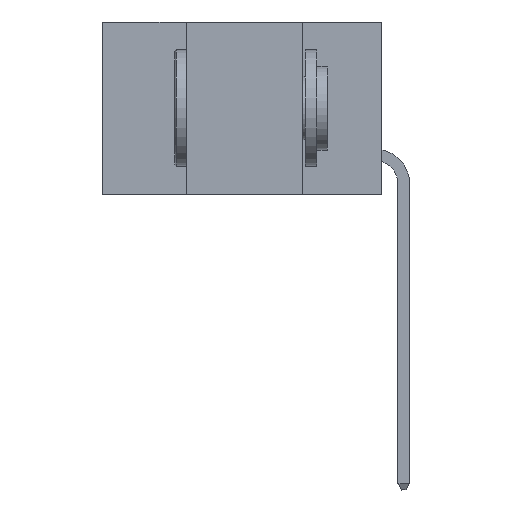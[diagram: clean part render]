
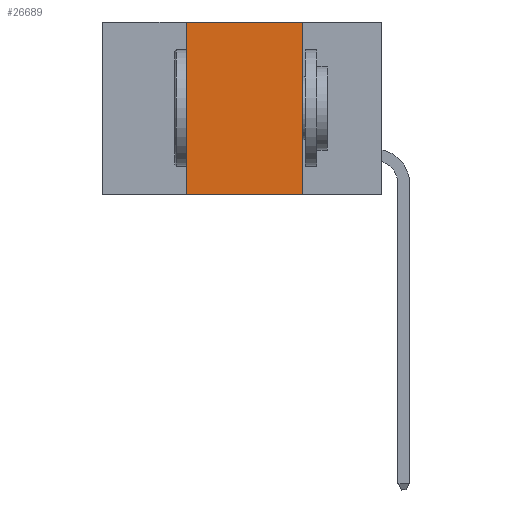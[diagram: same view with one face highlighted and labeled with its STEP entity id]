
A CAD part, left-side view. The second image highlights one B-rep face of the part: STEP entity #26689.
In plain terms, the highlighted planar face has unit normal (-1, 0, 0).
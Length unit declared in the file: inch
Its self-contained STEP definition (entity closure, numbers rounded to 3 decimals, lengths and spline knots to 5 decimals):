
#4274 = CARTESIAN_POINT ( 'NONE',  ( 0., 0.17, 0. ) ) ;
#4459 = LINE ( 'NONE', #37513, #35668 ) ;
#5217 = ORIENTED_EDGE ( 'NONE', *, *, #21913, .F. ) ;
#5702 = DIRECTION ( 'NONE',  ( 0., -1., 0. ) ) ;
#6900 = CARTESIAN_POINT ( 'NONE',  ( 0., 0.17, -0.37 ) ) ;
#6995 = FACE_OUTER_BOUND ( 'NONE', #18590, .T. ) ;
#7901 = LINE ( 'NONE', #30677, #8337 ) ;
#8135 = EDGE_CURVE ( 'NONE', #11495, #30589, #35078, .T. ) ;
#8337 = VECTOR ( 'NONE', #36711, 39.37008 ) ;
#8957 = CARTESIAN_POINT ( 'NONE',  ( 0., 0.42, -0.37 ) ) ;
#9688 = DIRECTION ( 'NONE',  ( 1., 0., 0. ) ) ;
#9951 = DIRECTION ( 'NONE',  ( 0., 0., -1. ) ) ;
#11040 = DIRECTION ( 'NONE',  ( 0., 0., -1. ) ) ;
#11477 = VERTEX_POINT ( 'NONE', #30574 ) ;
#11495 = VERTEX_POINT ( 'NONE', #4274 ) ;
#13070 = AXIS2_PLACEMENT_3D ( 'NONE', #27511, #9688, #9951 ) ;
#13579 = ORIENTED_EDGE ( 'NONE', *, *, #23536, .T. ) ;
#14119 = DIRECTION ( 'NONE',  ( 0., 0., 1. ) ) ;
#18590 = EDGE_LOOP ( 'NONE', ( #37683, #37220, #5217, #13579 ) ) ;
#21913 = EDGE_CURVE ( 'NONE', #26408, #11477, #4459, .T. ) ;
#22818 = VECTOR ( 'NONE', #5702, 39.37008 ) ;
#23536 = EDGE_CURVE ( 'NONE', #26408, #30589, #31130, .T. ) ;
#26408 = VERTEX_POINT ( 'NONE', #8957 ) ;
#26689 = ADVANCED_FACE ( 'NONE', ( #6995 ), #27269, .F. ) ;
#27269 = PLANE ( 'NONE',  #13070 ) ;
#27511 = CARTESIAN_POINT ( 'NONE',  ( 0., 0.6, 0. ) ) ;
#28625 = CARTESIAN_POINT ( 'NONE',  ( 0., 0.17, 0. ) ) ;
#30574 = CARTESIAN_POINT ( 'NONE',  ( 0., 0.42, 0. ) ) ;
#30589 = VERTEX_POINT ( 'NONE', #6900 ) ;
#30677 = CARTESIAN_POINT ( 'NONE',  ( 0., 0.6, 0. ) ) ;
#31130 = LINE ( 'NONE', #34933, #22818 ) ;
#31277 = EDGE_CURVE ( 'NONE', #11477, #11495, #7901, .T. ) ;
#33239 = VECTOR ( 'NONE', #11040, 39.37008 ) ;
#34933 = CARTESIAN_POINT ( 'NONE',  ( 0., 0.6, -0.37 ) ) ;
#35078 = LINE ( 'NONE', #28625, #33239 ) ;
#35668 = VECTOR ( 'NONE', #14119, 39.37008 ) ;
#36711 = DIRECTION ( 'NONE',  ( 0., -1., 0. ) ) ;
#37220 = ORIENTED_EDGE ( 'NONE', *, *, #31277, .F. ) ;
#37513 = CARTESIAN_POINT ( 'NONE',  ( 0., 0.42, 0. ) ) ;
#37683 = ORIENTED_EDGE ( 'NONE', *, *, #8135, .F. ) ;
